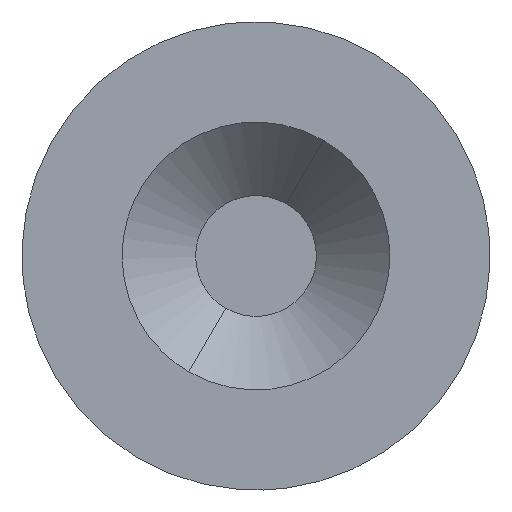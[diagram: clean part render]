
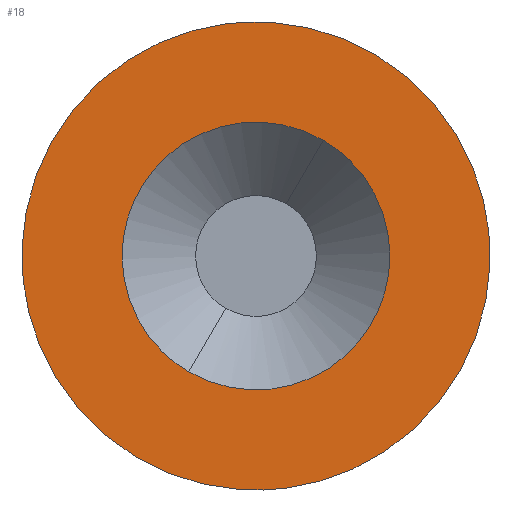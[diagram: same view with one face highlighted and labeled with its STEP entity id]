
A CAD part, front view. The second image highlights one B-rep face of the part: STEP entity #18.
In plain terms, the highlighted planar face has unit normal (0, -1, 0).
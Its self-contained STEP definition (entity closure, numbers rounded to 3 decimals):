
#14=FACE_BOUND('',#35,.T.);
#18=ADVANCED_FACE('',(#26,#14),#115,.T.);
#26=FACE_OUTER_BOUND('',#34,.T.);
#34=EDGE_LOOP('',(#50,#51));
#35=EDGE_LOOP('',(#52,#53));
#50=ORIENTED_EDGE('',*,*,#75,.T.);
#51=ORIENTED_EDGE('',*,*,#83,.T.);
#52=ORIENTED_EDGE('',*,*,#79,.F.);
#53=ORIENTED_EDGE('',*,*,#70,.F.);
#70=EDGE_CURVE('',#103,#107,#86,.T.);
#75=EDGE_CURVE('',#105,#110,#91,.T.);
#79=EDGE_CURVE('',#107,#103,#95,.T.);
#83=EDGE_CURVE('',#110,#105,#99,.T.);
#86=(
BOUNDED_CURVE()
B_SPLINE_CURVE(2,(#262,#263,#264,#265,#266),.UNSPECIFIED.,.F.,.F.)
B_SPLINE_CURVE_WITH_KNOTS((3,2,3),(0.,13.341,26.681),
 .UNSPECIFIED.)
CURVE()
GEOMETRIC_REPRESENTATION_ITEM()
RATIONAL_B_SPLINE_CURVE((1.,0.707,1.,0.707,1.))
REPRESENTATION_ITEM('')
);
#91=(
BOUNDED_CURVE()
B_SPLINE_CURVE(2,(#281,#282,#283,#284,#285),.UNSPECIFIED.,.F.,.F.)
B_SPLINE_CURVE_WITH_KNOTS((3,2,3),(0.,51.727,103.453),
 .UNSPECIFIED.)
CURVE()
GEOMETRIC_REPRESENTATION_ITEM()
RATIONAL_B_SPLINE_CURVE((1.,0.707,1.,0.707,1.))
REPRESENTATION_ITEM('')
);
#95=(
BOUNDED_CURVE()
B_SPLINE_CURVE(2,(#295,#296,#297,#298,#299),.UNSPECIFIED.,.F.,.F.)
B_SPLINE_CURVE_WITH_KNOTS((3,2,3),(26.681,40.022,53.362),
 .UNSPECIFIED.)
CURVE()
GEOMETRIC_REPRESENTATION_ITEM()
RATIONAL_B_SPLINE_CURVE((1.,0.707,1.,0.707,1.))
REPRESENTATION_ITEM('')
);
#99=(
BOUNDED_CURVE()
B_SPLINE_CURVE(2,(#312,#313,#314,#315,#316),.UNSPECIFIED.,.F.,.F.)
B_SPLINE_CURVE_WITH_KNOTS((3,2,3),(103.453,155.18,206.906),
 .UNSPECIFIED.)
CURVE()
GEOMETRIC_REPRESENTATION_ITEM()
RATIONAL_B_SPLINE_CURVE((1.,0.707,1.,0.707,1.))
REPRESENTATION_ITEM('')
);
#103=VERTEX_POINT('',#253);
#105=VERTEX_POINT('',#255);
#107=VERTEX_POINT('',#257);
#110=VERTEX_POINT('',#260);
#115=PLANE('',#211);
#211=AXIS2_PLACEMENT_3D('',#229,#220,$);
#220=DIRECTION('',(0.,-1.,0.));
#229=CARTESIAN_POINT('',(-1230.404,-330.5,48.144));
#253=CARTESIAN_POINT('',(-1180.,-330.5,20.));
#255=CARTESIAN_POINT('',(-1180.,-330.5,-20.));
#257=CARTESIAN_POINT('',(-1188.522,-330.5,5.307));
#260=CARTESIAN_POINT('',(-1188.522,-330.5,45.307));
#262=CARTESIAN_POINT('',(-1180.,-330.5,20.));
#263=CARTESIAN_POINT('',(-1187.347,-330.5,24.261));
#264=CARTESIAN_POINT('',(-1191.608,-330.5,16.914));
#265=CARTESIAN_POINT('',(-1195.869,-330.5,9.568));
#266=CARTESIAN_POINT('',(-1188.522,-330.5,5.307));
#281=CARTESIAN_POINT('',(-1180.,-330.5,-20.));
#282=CARTESIAN_POINT('',(-1147.347,-330.5,-15.739));
#283=CARTESIAN_POINT('',(-1151.608,-330.5,16.914));
#284=CARTESIAN_POINT('',(-1155.869,-330.5,49.568));
#285=CARTESIAN_POINT('',(-1188.522,-330.5,45.307));
#295=CARTESIAN_POINT('',(-1188.522,-330.5,5.307));
#296=CARTESIAN_POINT('',(-1181.175,-330.5,1.046));
#297=CARTESIAN_POINT('',(-1176.914,-330.5,8.392));
#298=CARTESIAN_POINT('',(-1172.653,-330.5,15.739));
#299=CARTESIAN_POINT('',(-1180.,-330.5,20.));
#312=CARTESIAN_POINT('',(-1188.522,-330.5,45.307));
#313=CARTESIAN_POINT('',(-1221.175,-330.5,41.046));
#314=CARTESIAN_POINT('',(-1216.914,-330.5,8.392));
#315=CARTESIAN_POINT('',(-1212.653,-330.5,-24.261));
#316=CARTESIAN_POINT('',(-1180.,-330.5,-20.));
